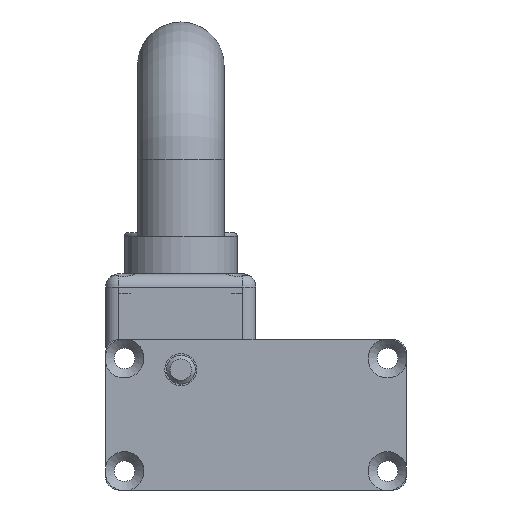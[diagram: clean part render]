
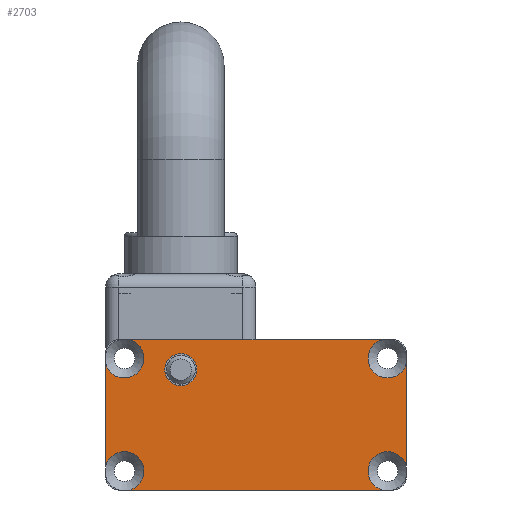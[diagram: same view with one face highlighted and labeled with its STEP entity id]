
A CAD part, front view. The second image highlights one B-rep face of the part: STEP entity #2703.
In plain terms, the highlighted face is planar.
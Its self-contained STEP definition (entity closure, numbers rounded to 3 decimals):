
#266=LINE('',#4800,#414);
#267=LINE('',#4802,#415);
#284=LINE('',#4858,#432);
#285=LINE('',#4899,#433);
#414=VECTOR('',#3810,27.143);
#415=VECTOR('',#3813,27.143);
#432=VECTOR('',#3848,67.143);
#433=VECTOR('',#3897,67.143);
#598=FACE_BOUND('',#1000,.T.);
#761=FACE_OUTER_BOUND('',#999,.T.);
#999=EDGE_LOOP('',(#2445,#2446,#2447,#2448,#2449,#2450,#2451,#2452));
#1000=EDGE_LOOP('',(#2453));
#1147=CIRCLE('',#3006,5.2);
#1149=CIRCLE('',#3009,5.2);
#1151=CIRCLE('',#3012,5.2);
#1154=CIRCLE('',#3016,5.2);
#1161=CIRCLE('',#3031,4.25);
#1372=VERTEX_POINT('',#4722);
#1374=VERTEX_POINT('',#4728);
#1376=VERTEX_POINT('',#4736);
#1378=VERTEX_POINT('',#4741);
#1380=VERTEX_POINT('',#4749);
#1382=VERTEX_POINT('',#4754);
#1385=VERTEX_POINT('',#4764);
#1387=VERTEX_POINT('',#4769);
#1416=VERTEX_POINT('',#4860);
#1699=EDGE_CURVE('',#1372,#1374,#1147,.T.);
#1702=EDGE_CURVE('',#1378,#1376,#1149,.T.);
#1706=EDGE_CURVE('',#1382,#1380,#1151,.T.);
#1711=EDGE_CURVE('',#1387,#1385,#1154,.T.);
#1724=EDGE_CURVE('',#1378,#1374,#266,.T.);
#1725=EDGE_CURVE('',#1382,#1385,#267,.T.);
#1750=EDGE_CURVE('',#1387,#1376,#284,.T.);
#1751=EDGE_CURVE('',#1416,#1416,#1161,.T.);
#1767=EDGE_CURVE('',#1372,#1380,#285,.T.);
#2445=ORIENTED_EDGE('',*,*,#1699,.T.);
#2446=ORIENTED_EDGE('',*,*,#1724,.F.);
#2447=ORIENTED_EDGE('',*,*,#1702,.T.);
#2448=ORIENTED_EDGE('',*,*,#1750,.F.);
#2449=ORIENTED_EDGE('',*,*,#1711,.T.);
#2450=ORIENTED_EDGE('',*,*,#1725,.F.);
#2451=ORIENTED_EDGE('',*,*,#1706,.T.);
#2452=ORIENTED_EDGE('',*,*,#1767,.F.);
#2453=ORIENTED_EDGE('',*,*,#1751,.T.);
#2540=PLANE('',#3063);
#2703=ADVANCED_FACE('',(#761,#598),#2540,.F.);
#3006=AXIS2_PLACEMENT_3D('',#4732,#3775,#3776);
#3009=AXIS2_PLACEMENT_3D('',#4742,#3781,#3782);
#3012=AXIS2_PLACEMENT_3D('',#4755,#3787,#3788);
#3016=AXIS2_PLACEMENT_3D('',#4770,#3795,#3796);
#3031=AXIS2_PLACEMENT_3D('',#4861,#3851,#3852);
#3063=AXIS2_PLACEMENT_3D('',#4916,#3921,#3922);
#3775=DIRECTION('center_axis',(0.,0.,1.));
#3776=DIRECTION('ref_axis',(1.,0.,0.));
#3781=DIRECTION('center_axis',(0.,0.,1.));
#3782=DIRECTION('ref_axis',(1.,0.,0.));
#3787=DIRECTION('center_axis',(0.,0.,1.));
#3788=DIRECTION('ref_axis',(1.,0.,0.));
#3795=DIRECTION('center_axis',(0.,0.,1.));
#3796=DIRECTION('ref_axis',(1.,0.,0.));
#3810=DIRECTION('',(0.,1.,0.));
#3813=DIRECTION('',(0.,-1.,0.));
#3848=DIRECTION('',(1.,0.,0.));
#3851=DIRECTION('center_axis',(0.,0.,1.));
#3852=DIRECTION('ref_axis',(1.,0.,0.));
#3897=DIRECTION('',(-1.,0.,0.));
#3921=DIRECTION('center_axis',(0.,0.,1.));
#3922=DIRECTION('ref_axis',(1.,0.,0.));
#4722=CARTESIAN_POINT('',(33.572,20.,-4.));
#4728=CARTESIAN_POINT('',(40.,13.572,-4.));
#4732=CARTESIAN_POINT('Origin',(35.,15.,-4.));
#4736=CARTESIAN_POINT('',(33.572,-20.,-4.));
#4741=CARTESIAN_POINT('',(40.,-13.572,-4.));
#4742=CARTESIAN_POINT('Origin',(35.,-15.,-4.));
#4749=CARTESIAN_POINT('',(-33.572,20.,-4.));
#4754=CARTESIAN_POINT('',(-40.,13.572,-4.));
#4755=CARTESIAN_POINT('Origin',(-35.,15.,-4.));
#4764=CARTESIAN_POINT('',(-40.,-13.572,-4.));
#4769=CARTESIAN_POINT('',(-33.572,-20.,-4.));
#4770=CARTESIAN_POINT('Origin',(-35.,-15.,-4.));
#4800=CARTESIAN_POINT('',(40.,20.,-4.));
#4802=CARTESIAN_POINT('',(-40.,-20.,-4.));
#4858=CARTESIAN_POINT('',(40.,-20.,-4.));
#4860=CARTESIAN_POINT('',(-24.25,-12.,-4.));
#4861=CARTESIAN_POINT('Origin',(-20.,-12.,-4.));
#4899=CARTESIAN_POINT('',(-40.,20.,-4.));
#4916=CARTESIAN_POINT('Origin',(0.,0.,-4.));
